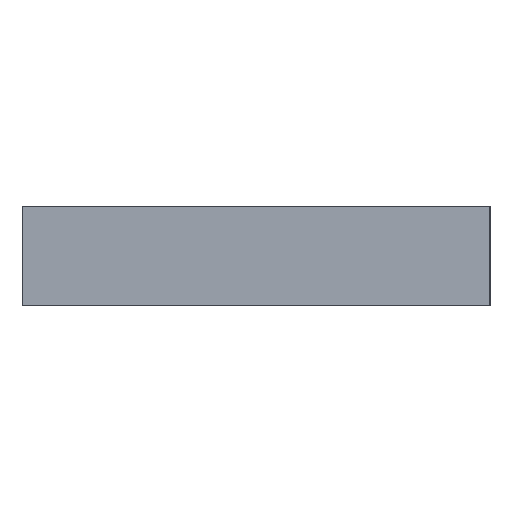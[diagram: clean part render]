
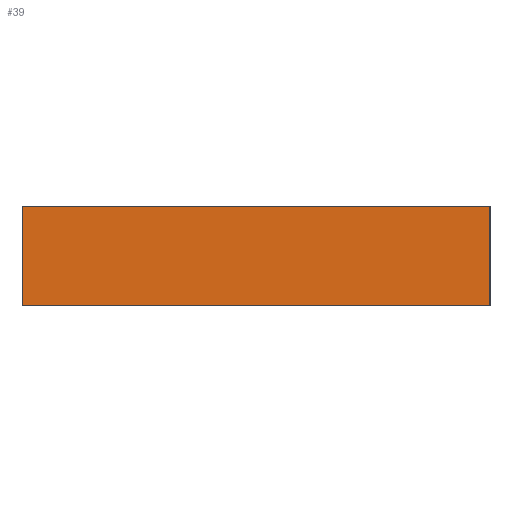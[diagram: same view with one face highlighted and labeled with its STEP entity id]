
A CAD part, left-side view. The second image highlights one B-rep face of the part: STEP entity #39.
In plain terms, the highlighted planar face has unit normal (-1, 0, 0).
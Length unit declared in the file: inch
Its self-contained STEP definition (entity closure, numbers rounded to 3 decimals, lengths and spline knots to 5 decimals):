
#39=ADVANCED_FACE('',(#69),#564,.T.);
#69=FACE_OUTER_BOUND('',#99,.T.);
#99=EDGE_LOOP('',(#147,#148,#149,#150));
#147=ORIENTED_EDGE('',*,*,#314,.T.);
#148=ORIENTED_EDGE('',*,*,#315,.T.);
#149=ORIENTED_EDGE('',*,*,#316,.F.);
#150=ORIENTED_EDGE('',*,*,#312,.F.);
#312=EDGE_CURVE('',#486,#487,#474,.T.);
#314=EDGE_CURVE('',#486,#488,#476,.T.);
#315=EDGE_CURVE('',#488,#489,#477,.T.);
#316=EDGE_CURVE('',#487,#489,#478,.T.);
#474=B_SPLINE_CURVE_WITH_KNOTS('',1,(#876,#877),.UNSPECIFIED.,.F.,.F.,(2,
2),(0.,0.88),.UNSPECIFIED.);
#476=B_SPLINE_CURVE_WITH_KNOTS('',1,(#880,#881),.UNSPECIFIED.,.F.,.F.,(2,
2),(86.11077,90.26077),.UNSPECIFIED.);
#477=B_SPLINE_CURVE_WITH_KNOTS('',1,(#882,#883),.UNSPECIFIED.,.F.,.F.,(2,
2),(0.,0.88),.UNSPECIFIED.);
#478=B_SPLINE_CURVE_WITH_KNOTS('',1,(#884,#885),.UNSPECIFIED.,.F.,.F.,(2,
2),(86.11077,90.26077),.UNSPECIFIED.);
#486=VERTEX_POINT('',#814);
#487=VERTEX_POINT('',#815);
#488=VERTEX_POINT('',#816);
#489=VERTEX_POINT('',#817);
#564=PLANE('',#593);
#593=AXIS2_PLACEMENT_3D('',#614,#603,$);
#603=DIRECTION('',(-1.,0.,0.));
#614=CARTESIAN_POINT('',(0.,10.15,0.));
#814=CARTESIAN_POINT('',(0.,10.15,0.));
#815=CARTESIAN_POINT('',(0.,10.15,0.88));
#816=CARTESIAN_POINT('',(0.,6.,0.));
#817=CARTESIAN_POINT('',(0.,6.,0.88));
#876=CARTESIAN_POINT('',(0.,10.15,0.));
#877=CARTESIAN_POINT('',(0.,10.15,0.88));
#880=CARTESIAN_POINT('',(0.,10.15,0.));
#881=CARTESIAN_POINT('',(0.,6.,0.));
#882=CARTESIAN_POINT('',(0.,6.,0.));
#883=CARTESIAN_POINT('',(0.,6.,0.88));
#884=CARTESIAN_POINT('',(0.,10.15,0.88));
#885=CARTESIAN_POINT('',(0.,6.,0.88));
